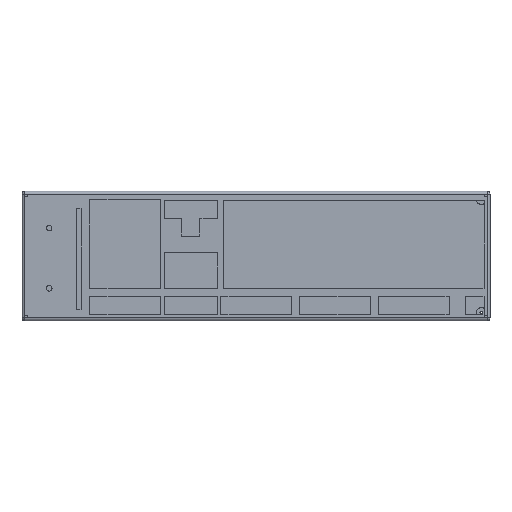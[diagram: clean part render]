
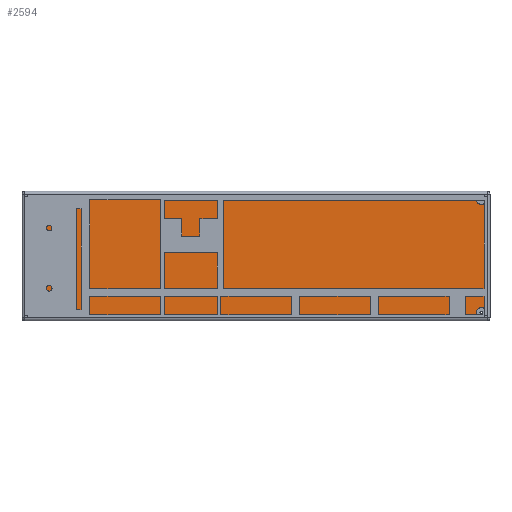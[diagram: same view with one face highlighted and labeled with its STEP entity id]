
A CAD part, top view. The second image highlights one B-rep face of the part: STEP entity #2594.
In plain terms, the highlighted planar face has unit normal (0, 0, 1).
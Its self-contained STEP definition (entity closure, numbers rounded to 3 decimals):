
#105=PLANE('',#2784);
#209=FACE_OUTER_BOUND('',#357,.T.);
#357=EDGE_LOOP('',(#1922,#1923,#1924,#1925,#1926,#1927,#1928,#1929,#1930,
#1931,#1932,#1933));
#523=LINE('',#3806,#799);
#531=LINE('',#3821,#807);
#532=LINE('',#3824,#808);
#540=LINE('',#3839,#816);
#548=LINE('',#3859,#824);
#552=LINE('',#3872,#828);
#563=LINE('',#3898,#839);
#578=LINE('',#3934,#854);
#799=VECTOR('',#3059,10.);
#807=VECTOR('',#3071,10.);
#808=VECTOR('',#3074,10.);
#816=VECTOR('',#3082,10.);
#824=VECTOR('',#3098,10.);
#828=VECTOR('',#3110,10.);
#839=VECTOR('',#3129,10.);
#854=VECTOR('',#3170,10.);
#1088=CIRCLE('',#2785,5.202);
#1089=CIRCLE('',#2786,5.202);
#1090=CIRCLE('',#2787,5.202);
#1091=CIRCLE('',#2788,5.202);
#1180=VERTEX_POINT('',#3802);
#1182=VERTEX_POINT('',#3805);
#1186=VERTEX_POINT('',#3817);
#1187=VERTEX_POINT('',#3819);
#1188=VERTEX_POINT('',#3823);
#1195=VERTEX_POINT('',#3837);
#1198=VERTEX_POINT('',#3847);
#1203=VERTEX_POINT('',#3857);
#1207=VERTEX_POINT('',#3869);
#1208=VERTEX_POINT('',#3871);
#1218=VERTEX_POINT('',#3895);
#1219=VERTEX_POINT('',#3897);
#1427=EDGE_CURVE('',#1180,#1182,#523,.T.);
#1435=EDGE_CURVE('',#1187,#1186,#531,.T.);
#1436=EDGE_CURVE('',#1188,#1186,#532,.T.);
#1444=EDGE_CURVE('',#1180,#1195,#540,.T.);
#1454=EDGE_CURVE('',#1198,#1203,#548,.T.);
#1460=EDGE_CURVE('',#1208,#1207,#552,.T.);
#1473=EDGE_CURVE('',#1219,#1218,#563,.T.);
#1490=EDGE_CURVE('',#1195,#1198,#1088,.T.);
#1491=EDGE_CURVE('',#1203,#1219,#1089,.T.);
#1492=EDGE_CURVE('',#1218,#1208,#1090,.T.);
#1493=EDGE_CURVE('',#1207,#1188,#1091,.T.);
#1494=EDGE_CURVE('',#1187,#1182,#578,.T.);
#1922=ORIENTED_EDGE('',*,*,#1444,.T.);
#1923=ORIENTED_EDGE('',*,*,#1490,.T.);
#1924=ORIENTED_EDGE('',*,*,#1454,.T.);
#1925=ORIENTED_EDGE('',*,*,#1491,.T.);
#1926=ORIENTED_EDGE('',*,*,#1473,.T.);
#1927=ORIENTED_EDGE('',*,*,#1492,.T.);
#1928=ORIENTED_EDGE('',*,*,#1460,.T.);
#1929=ORIENTED_EDGE('',*,*,#1493,.T.);
#1930=ORIENTED_EDGE('',*,*,#1436,.T.);
#1931=ORIENTED_EDGE('',*,*,#1435,.F.);
#1932=ORIENTED_EDGE('',*,*,#1494,.T.);
#1933=ORIENTED_EDGE('',*,*,#1427,.F.);
#2594=ADVANCED_FACE('',(#209),#105,.T.);
#2784=AXIS2_PLACEMENT_3D('',#3929,#3160,#3161);
#2785=AXIS2_PLACEMENT_3D('',#3930,#3162,#3163);
#2786=AXIS2_PLACEMENT_3D('',#3931,#3164,#3165);
#2787=AXIS2_PLACEMENT_3D('',#3932,#3166,#3167);
#2788=AXIS2_PLACEMENT_3D('',#3933,#3168,#3169);
#3059=DIRECTION('',(0.,-1.,0.));
#3071=DIRECTION('',(0.,1.,0.));
#3074=DIRECTION('',(1.,0.,0.));
#3082=DIRECTION('',(1.,0.,0.));
#3098=DIRECTION('',(0.,1.,0.));
#3110=DIRECTION('',(0.,-1.,0.));
#3129=DIRECTION('',(-1.,0.,0.));
#3160=DIRECTION('center_axis',(0.,0.,1.));
#3161=DIRECTION('ref_axis',(1.,0.,0.));
#3162=DIRECTION('center_axis',(0.,0.,-1.));
#3163=DIRECTION('ref_axis',(1.,0.,0.));
#3164=DIRECTION('center_axis',(0.,0.,-1.));
#3165=DIRECTION('ref_axis',(1.,0.,0.));
#3166=DIRECTION('center_axis',(0.,0.,-1.));
#3167=DIRECTION('ref_axis',(1.,0.,0.));
#3168=DIRECTION('center_axis',(0.,0.,-1.));
#3169=DIRECTION('ref_axis',(1.,0.,0.));
#3170=DIRECTION('',(1.,0.,0.));
#3802=CARTESIAN_POINT('',(49.369,-65.998,0.));
#3805=CARTESIAN_POINT('',(49.369,-68.5,0.));
#3806=CARTESIAN_POINT('',(49.369,-22.756,0.));
#3817=CARTESIAN_POINT('',(38.739,-65.998,0.));
#3819=CARTESIAN_POINT('',(38.739,-68.5,0.));
#3821=CARTESIAN_POINT('',(38.739,-105.998,0.));
#3823=CARTESIAN_POINT('',(-242.934,-65.998,0.));
#3824=CARTESIAN_POINT('',(123.5,-65.998,0.));
#3837=CARTESIAN_POINT('',(242.934,-65.998,0.));
#3839=CARTESIAN_POINT('',(123.5,-65.998,0.));
#3847=CARTESIAN_POINT('',(250.,-58.932,0.));
#3857=CARTESIAN_POINT('',(250.,58.932,0.));
#3859=CARTESIAN_POINT('',(250.,31.499,0.));
#3869=CARTESIAN_POINT('',(-250.,-58.932,0.));
#3871=CARTESIAN_POINT('',(-250.,58.932,0.));
#3872=CARTESIAN_POINT('',(-250.,-31.499,0.));
#3895=CARTESIAN_POINT('',(-242.934,65.997,0.));
#3897=CARTESIAN_POINT('',(242.934,65.998,0.));
#3898=CARTESIAN_POINT('',(-123.5,65.998,0.));
#3929=CARTESIAN_POINT('Origin',(0.,0.,0.));
#3930=CARTESIAN_POINT('Origin',(245.443,-61.441,0.));
#3931=CARTESIAN_POINT('Origin',(245.443,61.441,0.));
#3932=CARTESIAN_POINT('Origin',(-245.443,61.441,0.));
#3933=CARTESIAN_POINT('Origin',(-245.443,-61.441,0.));
#3934=CARTESIAN_POINT('',(-252.5,-68.5,0.));
